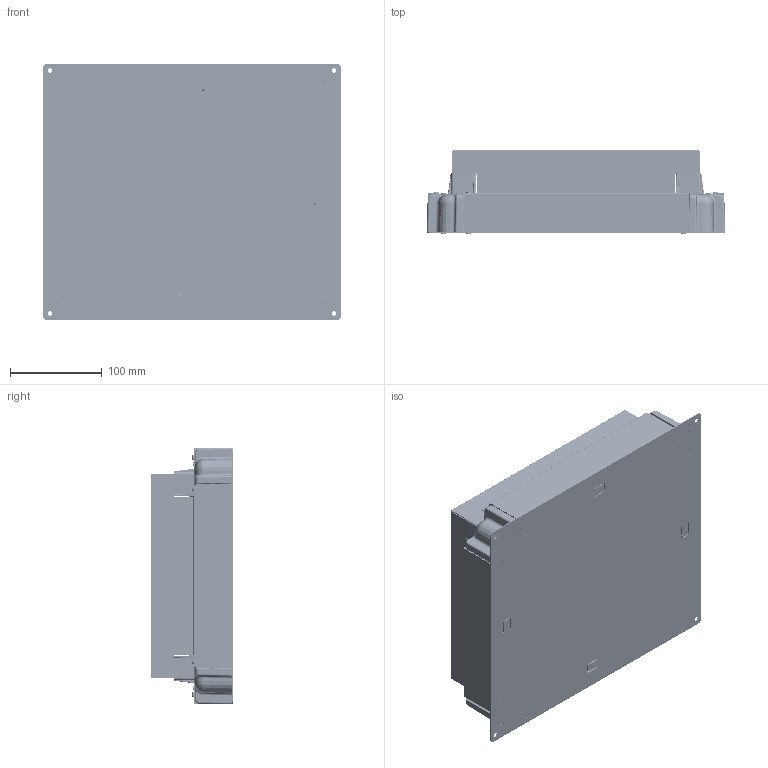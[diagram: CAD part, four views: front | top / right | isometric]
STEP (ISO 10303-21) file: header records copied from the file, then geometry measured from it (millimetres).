
FILE_DESCRIPTION(('CATIA V5 STEP Exchange','CAx-IF Rec.Pracs.--- Model Styling and Organization---1.2---2011-12-15'),'2;1');
FILE_NAME('&T6 - Boites d''A007805_A-ASS-06.stp','2014-12-18T09:41:20+00:00',('none'),('none'),'Version 5-6 Release 2012','CATIA V5 STEP AP214','none');
FILE_SCHEMA(('AUTOMOTIVE_DESIGN { 1 0 10303 214 1 1 1 1 }'));
Products named in the file (13): A007805_A-ASS-06; D005818_A-MOD-04; D005709_A-MOD-07; A007808_A-ASS-04; D005714_A-MOD-05; 17113_T2PRIM; A007807_A-ASS-03; D005713_A-MOD-05; 17113_T3-01; D005717_A-MOD-05; etiquette-100; CJ00536_A-MOD-02; etiquet-notice
Assembly tree (32 placements, depth 3):
  A007805_A-ASS-06
    D005818_A-MOD-04
    D005709_A-MOD-07  x4
    A007808_A-ASS-04  x2
      D005714_A-MOD-05
      17113_T2PRIM
    A007807_A-ASS-03  x2
      D005713_A-MOD-05
      17113_T3-01
    D005717_A-MOD-05
    etiquette-100
    CJ00536_A-MOD-02  x16
    etiquet-notice
Bounding box: 325 x 90.4 x 280 mm (x, y, z)
Volume: 304670.5 mm3; surface area: 739752.4 mm2
Topology: 32 solids, 32 shells, 7490 faces, 19166 edges, 11804 vertices
Faces by surface type: plane 3454, cylinder 2252, bspline 1552, cone 132, torus 84, sphere 16
Entity records: 68367 total; most frequent: CARTESIAN_POINT 21401, ORIENTED_EDGE 10696, DIRECTION 7682, EDGE_CURVE 5348, VECTOR 3503, LINE 3503, VERTEX_POINT 3414, AXIS2_PLACEMENT_3D 2601
